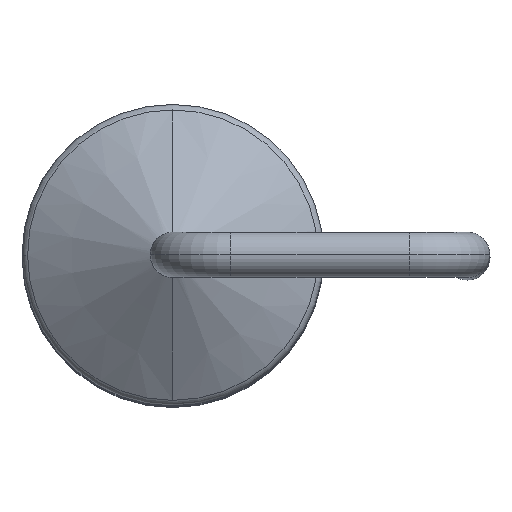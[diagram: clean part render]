
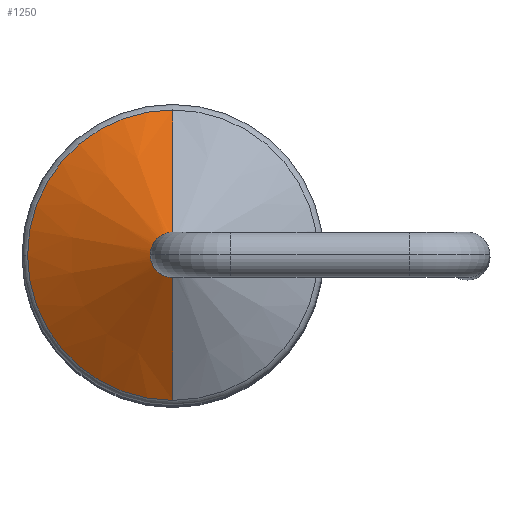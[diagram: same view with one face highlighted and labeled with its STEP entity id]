
A CAD part, top view. The second image highlights one B-rep face of the part: STEP entity #1250.
In plain terms, the highlighted conical face has half-angle 58.671 degrees and reference radius 1.45 mm.
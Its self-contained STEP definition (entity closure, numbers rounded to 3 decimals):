
#1038=CARTESIAN_POINT('',(0.,-2.504,19.123));
#1039=VERTEX_POINT('',#1038);
#1040=CARTESIAN_POINT('',(0.,-0.3,20.465));
#1041=VERTEX_POINT('',#1040);
#1042=CARTESIAN_POINT('',(0.,-2.504,19.123));
#1043=DIRECTION('',(0.,0.854,0.52));
#1044=VECTOR('',#1043,2.58);
#1045=LINE('',#1042,#1044);
#1046=EDGE_CURVE('',#1039,#1041,#1045,.T.);
#1057=CARTESIAN_POINT('',(0.,2.504,19.123));
#1058=VERTEX_POINT('',#1057);
#1066=CARTESIAN_POINT('',(0.0,0.3,20.465));
#1067=VERTEX_POINT('',#1066);
#1068=CARTESIAN_POINT('',(0.,2.504,19.123));
#1069=DIRECTION('',(0.,-0.854,0.52));
#1070=VECTOR('',#1069,2.58);
#1071=LINE('',#1068,#1070);
#1072=EDGE_CURVE('',#1058,#1067,#1071,.T.);
#1099=CARTESIAN_POINT('',(-2.504,0.,19.123));
#1100=VERTEX_POINT('',#1099);
#1101=CARTESIAN_POINT('',(0.,0.,19.123));
#1102=DIRECTION('',(0.0,0.0,-1.0));
#1103=DIRECTION('',(0.0,-1.0,0.0));
#1104=AXIS2_PLACEMENT_3D('',#1101,#1102,#1103);
#1105=CIRCLE('',#1104,2.504);
#1106=EDGE_CURVE('',#1039,#1100,#1105,.T.);
#1221=CARTESIAN_POINT('',(0.,0.,19.123));
#1222=DIRECTION('',(0.0,0.0,-1.0));
#1223=DIRECTION('',(0.0,-1.0,0.0));
#1224=AXIS2_PLACEMENT_3D('',#1221,#1222,#1223);
#1225=CIRCLE('',#1224,2.504);
#1226=EDGE_CURVE('',#1100,#1058,#1225,.T.);
#1232=CARTESIAN_POINT('',(0.,0.,19.765));
#1233=DIRECTION('',(0.,0.,-1.0));
#1234=DIRECTION('',(0.0,-1.0,0.0));
#1235=AXIS2_PLACEMENT_3D('',#1232,#1233,#1234);
#1236=CONICAL_SURFACE('',#1235,1.45,58.671);
#1237=ORIENTED_EDGE('',*,*,#1046,.T.);
#1238=CARTESIAN_POINT('',(0.0,0.,20.465));
#1239=DIRECTION('',(0.0,0.0,-1.0));
#1240=DIRECTION('',(0.0,-1.0,0.0));
#1241=AXIS2_PLACEMENT_3D('',#1238,#1239,#1240);
#1242=CIRCLE('',#1241,0.3);
#1243=EDGE_CURVE('',#1041,#1067,#1242,.T.);
#1244=ORIENTED_EDGE('',*,*,#1243,.T.);
#1245=ORIENTED_EDGE('',*,*,#1072,.F.);
#1246=ORIENTED_EDGE('',*,*,#1226,.F.);
#1247=ORIENTED_EDGE('',*,*,#1106,.F.);
#1248=EDGE_LOOP('',(#1237,#1244,#1245,#1246,#1247));
#1249=FACE_OUTER_BOUND('',#1248,.T.);
#1250=ADVANCED_FACE('',(#1249),#1236,.T.);
